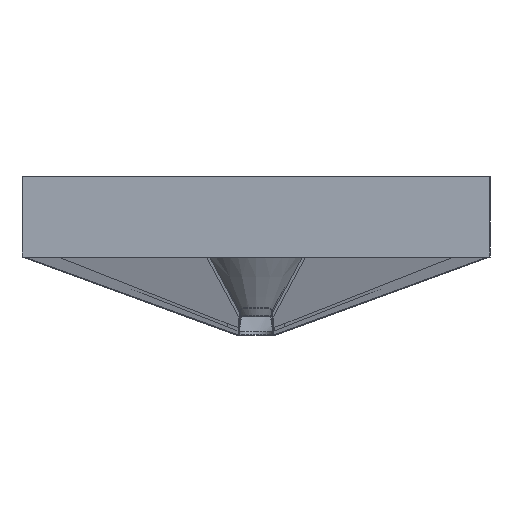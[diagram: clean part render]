
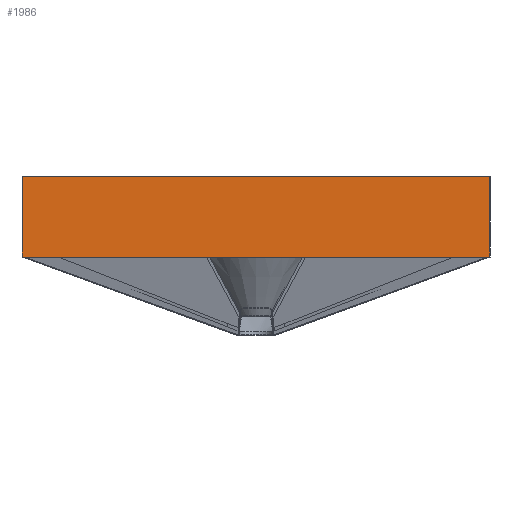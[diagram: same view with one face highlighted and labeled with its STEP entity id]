
A CAD part, left-side view. The second image highlights one B-rep face of the part: STEP entity #1986.
In plain terms, the highlighted planar face has unit normal (-1, 0, 0).
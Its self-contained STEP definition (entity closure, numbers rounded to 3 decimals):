
#77	= VECTOR('',#78,10.);
#78	= DIRECTION('',(0.,0.,-1.));
#97	= VERTEX_POINT('',#98);
#98	= CARTESIAN_POINT('',(-55.88,6.036,-0.203));
#105	= EDGE_CURVE('',#103,#97,#100,.T.);
#103	= VERTEX_POINT('',#104);
#104	= CARTESIAN_POINT('',(-55.88,6.036,1.88));
#100	= LINE('',#101,#77);
#101	= CARTESIAN_POINT('',(-55.88,6.036,-0.232));
#255	= VECTOR('',#256,10.);
#256	= DIRECTION('',(0.,1.,0.));
#306	= VERTEX_POINT('',#307);
#307	= CARTESIAN_POINT('',(-55.88,-6.036,1.88));
#314	= EDGE_CURVE('',#306,#312,#309,.T.);
#312	= VERTEX_POINT('',#313);
#313	= CARTESIAN_POINT('',(-55.88,-6.036,-0.203));
#309	= LINE('',#310,#77);
#310	= CARTESIAN_POINT('',(-55.88,-6.036,-0.232));
#361	= EDGE_CURVE('',#312,#97,#358,.T.);
#358	= LINE('',#359,#255);
#359	= CARTESIAN_POINT('',(-55.88,0.,-0.203));
#1973	= EDGE_CURVE('',#306,#103,#1970,.T.);
#1970	= LINE('',#1971,#255);
#1971	= CARTESIAN_POINT('',(-55.88,0.,1.88));
#1986	= ADVANCED_FACE('',(#1991),#1981,.T.);
#1991	= FACE_BOUND('',#1992,.T.);
#1992	= EDGE_LOOP('',(#1987,#1988,#1989,#1990));
#1987	= ORIENTED_EDGE('',*,*,#105,.T.);
#1988	= ORIENTED_EDGE('',*,*,#361,.F.);
#1989	= ORIENTED_EDGE('',*,*,#314,.F.);
#1990	= ORIENTED_EDGE('',*,*,#1973,.T.);
#1981	= PLANE('',#1982);
#1982	= AXIS2_PLACEMENT_3D('',#1983,#1984,#1985);
#1983	= CARTESIAN_POINT('Origin',(-55.88,0.,-0.203));
#1984	= DIRECTION('center_axis',(-1.,0.,0.));
#1985	= DIRECTION('ref_axis',(0.,-1.,0.));
